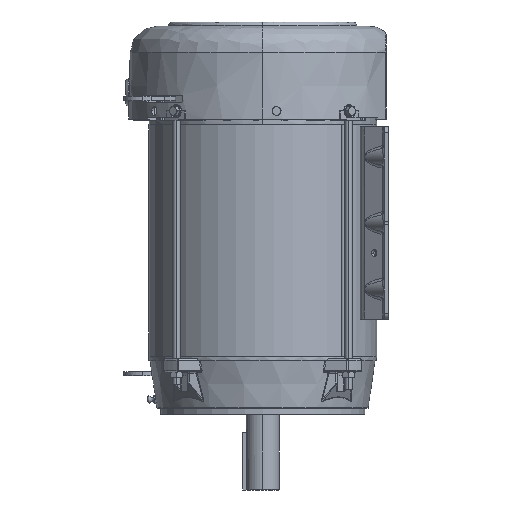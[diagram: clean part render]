
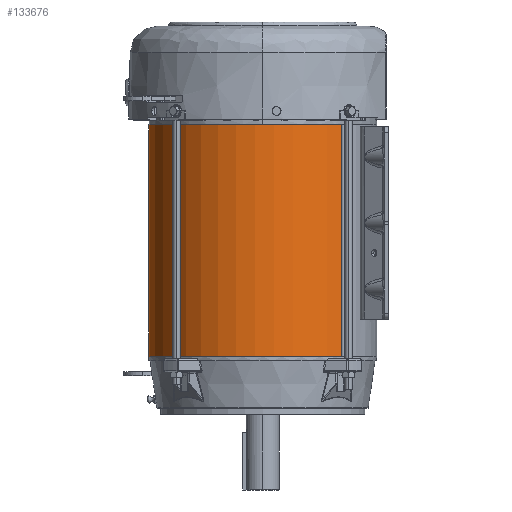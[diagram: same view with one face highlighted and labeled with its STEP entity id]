
A CAD part, left-side view. The second image highlights one B-rep face of the part: STEP entity #133676.
In plain terms, the highlighted cylindrical face has radius 120.51 mm (diameter 241.021 mm), a partial arc.
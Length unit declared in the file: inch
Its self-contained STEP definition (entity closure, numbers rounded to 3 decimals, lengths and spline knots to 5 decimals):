
#10706 = ORIENTED_EDGE ( 'NONE', *, *, #143174, .F. ) ;
#20013 = CARTESIAN_POINT ( 'NONE',  ( 0., 0., -12.4343 ) ) ;
#22568 = CARTESIAN_POINT ( 'NONE',  ( -3.4179, -3.29063, -12.8343 ) ) ;
#25515 = DIRECTION ( 'NONE',  ( 0., 0., 1. ) ) ;
#29823 = VERTEX_POINT ( 'NONE', #67345 ) ;
#30374 = CIRCLE ( 'NONE', #144915, 4.7445 ) ;
#35156 = VERTEX_POINT ( 'NONE', #111498 ) ;
#38178 = LINE ( 'NONE', #177975, #92144 ) ;
#47443 = VERTEX_POINT ( 'NONE', #94623 ) ;
#52536 = VECTOR ( 'NONE', #93521, 39.37008 ) ;
#55144 = CIRCLE ( 'NONE', #146003, 4.7445 ) ;
#56785 = CARTESIAN_POINT ( 'NONE',  ( 0., 0., -12.8343 ) ) ;
#56939 = DIRECTION ( 'NONE',  ( 0., -1., 0. ) ) ;
#67345 = CARTESIAN_POINT ( 'NONE',  ( 0., 4.7445, -12.4343 ) ) ;
#67388 = LINE ( 'NONE', #119903, #71269 ) ;
#70972 = CARTESIAN_POINT ( 'NONE',  ( 0., 0., -3.5843 ) ) ;
#71269 = VECTOR ( 'NONE', #25515, 39.37008 ) ;
#73030 = FACE_OUTER_BOUND ( 'NONE', #104843, .T. ) ;
#73765 = CARTESIAN_POINT ( 'NONE',  ( -0.01, 4.74449, -12.4343 ) ) ;
#78730 = CIRCLE ( 'NONE', #172071, 4.7445 ) ;
#79548 = DIRECTION ( 'NONE',  ( 0., 0., 1. ) ) ;
#85735 = CARTESIAN_POINT ( 'NONE',  ( -3.4179, -3.29063, -12.8343 ) ) ;
#86035 = CARTESIAN_POINT ( 'NONE',  ( -0.01, 4.74449, -12.8343 ) ) ;
#89711 = CARTESIAN_POINT ( 'NONE',  ( 0., 0., -3.1843 ) ) ;
#92144 = VECTOR ( 'NONE', #194208, 39.37008 ) ;
#93521 = DIRECTION ( 'NONE',  ( 0., 0., -1. ) ) ;
#94623 = CARTESIAN_POINT ( 'NONE',  ( -0.01, 4.74449, -3.1843 ) ) ;
#95948 = ORIENTED_EDGE ( 'NONE', *, *, #199199, .T. ) ;
#97023 = DIRECTION ( 'NONE',  ( 0., 0., -1. ) ) ;
#103785 = VERTEX_POINT ( 'NONE', #179240 ) ;
#104843 = EDGE_LOOP ( 'NONE', ( #10706, #128356, #180369, #200684, #121012, #134092, #153842, #95948 ) ) ;
#106185 = DIRECTION ( 'NONE',  ( 0., -1., 0. ) ) ;
#109695 = VERTEX_POINT ( 'NONE', #73765 ) ;
#111092 = VECTOR ( 'NONE', #196306, 39.37008 ) ;
#111498 = CARTESIAN_POINT ( 'NONE',  ( -0.01, 4.74449, -3.5843 ) ) ;
#111513 = AXIS2_PLACEMENT_3D ( 'NONE', #56785, #79548, #56939 ) ;
#112475 = DIRECTION ( 'NONE',  ( 0., -1., 0. ) ) ;
#116799 = EDGE_CURVE ( 'NONE', #29823, #109695, #55144, .T. ) ;
#119903 = CARTESIAN_POINT ( 'NONE',  ( 0., 4.7445, -12.8343 ) ) ;
#121012 = ORIENTED_EDGE ( 'NONE', *, *, #183907, .T. ) ;
#123052 = DIRECTION ( 'NONE',  ( 0., -1., 0. ) ) ;
#125654 = DIRECTION ( 'NONE',  ( 0., 0., -1. ) ) ;
#128356 = ORIENTED_EDGE ( 'NONE', *, *, #116799, .T. ) ;
#133676 = ADVANCED_FACE ( 'NONE', ( #73030 ), #167360, .T. ) ;
#133870 = DIRECTION ( 'NONE',  ( 0., 0., 1. ) ) ;
#134092 = ORIENTED_EDGE ( 'NONE', *, *, #155075, .T. ) ;
#143174 = EDGE_CURVE ( 'NONE', #29823, #161799, #67388, .T. ) ;
#144915 = AXIS2_PLACEMENT_3D ( 'NONE', #89711, #125654, #106185 ) ;
#146003 = AXIS2_PLACEMENT_3D ( 'NONE', #20013, #133870, #195696 ) ;
#152115 = LINE ( 'NONE', #181252, #52536 ) ;
#153842 = ORIENTED_EDGE ( 'NONE', *, *, #190301, .T. ) ;
#154044 = AXIS2_PLACEMENT_3D ( 'NONE', #70972, #97023, #123052 ) ;
#154928 = VERTEX_POINT ( 'NONE', #22568 ) ;
#155075 = EDGE_CURVE ( 'NONE', #103785, #47443, #30374, .T. ) ;
#161799 = VERTEX_POINT ( 'NONE', #167536 ) ;
#167360 = CYLINDRICAL_SURFACE ( 'NONE', #111513, 4.7445 ) ;
#167536 = CARTESIAN_POINT ( 'NONE',  ( 0., 4.7445, -3.5843 ) ) ;
#172071 = AXIS2_PLACEMENT_3D ( 'NONE', #190402, #200153, #112475 ) ;
#172267 = EDGE_CURVE ( 'NONE', #186970, #154928, #78730, .T. ) ;
#177975 = CARTESIAN_POINT ( 'NONE',  ( -0.01, 4.74449, -12.8343 ) ) ;
#179240 = CARTESIAN_POINT ( 'NONE',  ( -3.4179, -3.29063, -3.1843 ) ) ;
#179488 = EDGE_CURVE ( 'NONE', #109695, #186970, #152115, .T. ) ;
#179606 = LINE ( 'NONE', #85735, #111092 ) ;
#180369 = ORIENTED_EDGE ( 'NONE', *, *, #179488, .T. ) ;
#181252 = CARTESIAN_POINT ( 'NONE',  ( -0.01, 4.74449, -12.8343 ) ) ;
#183907 = EDGE_CURVE ( 'NONE', #154928, #103785, #179606, .T. ) ;
#186970 = VERTEX_POINT ( 'NONE', #86035 ) ;
#190056 = CIRCLE ( 'NONE', #154044, 4.7445 ) ;
#190301 = EDGE_CURVE ( 'NONE', #47443, #35156, #38178, .T. ) ;
#190402 = CARTESIAN_POINT ( 'NONE',  ( 0., 0., -12.8343 ) ) ;
#194208 = DIRECTION ( 'NONE',  ( 0., 0., -1. ) ) ;
#195696 = DIRECTION ( 'NONE',  ( 0., -1., 0. ) ) ;
#196306 = DIRECTION ( 'NONE',  ( 0., 0., 1. ) ) ;
#199199 = EDGE_CURVE ( 'NONE', #35156, #161799, #190056, .T. ) ;
#200153 = DIRECTION ( 'NONE',  ( 0., 0., 1. ) ) ;
#200684 = ORIENTED_EDGE ( 'NONE', *, *, #172267, .T. ) ;
